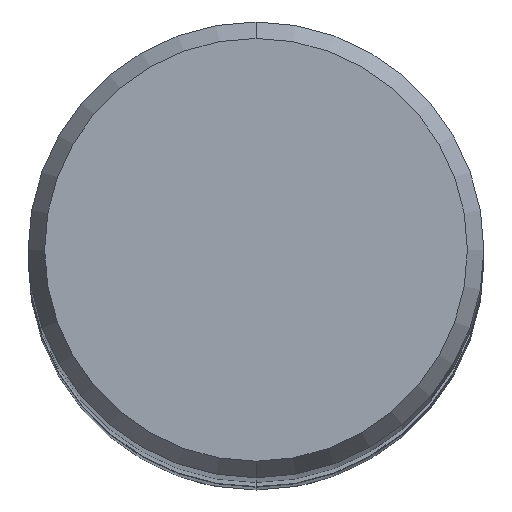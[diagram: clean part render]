
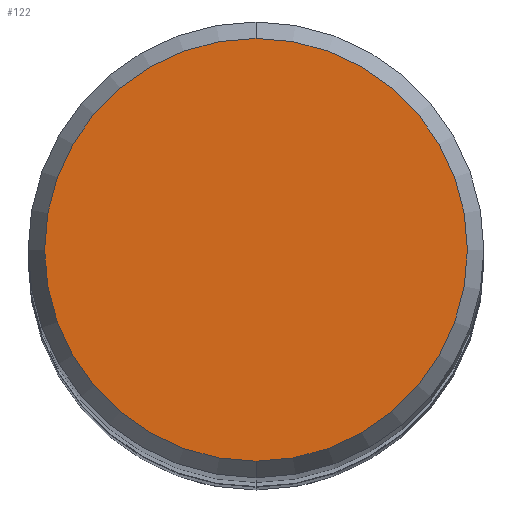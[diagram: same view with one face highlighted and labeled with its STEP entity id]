
A CAD part, top view. The second image highlights one B-rep face of the part: STEP entity #122.
In plain terms, the highlighted planar face has unit normal (0, 0, 1).
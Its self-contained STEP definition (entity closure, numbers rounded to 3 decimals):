
#112=EDGE_CURVE('',#150,#170,#275,.T.);
#122=ADVANCED_FACE('',(#287),#288,.T.);
#150=VERTEX_POINT('',#322);
#170=VERTEX_POINT('',#342);
#220=EDGE_CURVE('',#170,#150,#402,.T.);
#275=CIRCLE('',#452,2.946);
#287=FACE_OUTER_BOUND('',#463,.T.);
#288=PLANE('',#464);
#322=CARTESIAN_POINT('',(0.,-2.946,0.01));
#342=CARTESIAN_POINT('',(0.0,2.946,0.01));
#402=CIRCLE('',#608,2.946);
#452=AXIS2_PLACEMENT_3D('',#660,#661,#662);
#463=EDGE_LOOP('',(#681,#682));
#464=AXIS2_PLACEMENT_3D('',#683,#684,#685);
#608=AXIS2_PLACEMENT_3D('',#829,#830,#831);
#660=CARTESIAN_POINT('',(0.0,0.0,0.01));
#661=DIRECTION('',(0.0,0.0,-1.0));
#662=DIRECTION('',(0.0,1.0,0.0));
#681=ORIENTED_EDGE('',*,*,#220,.F.);
#682=ORIENTED_EDGE('',*,*,#112,.F.);
#683=CARTESIAN_POINT('',(0.0,1.473,0.01));
#684=DIRECTION('',(-0.0,0.0,1.0));
#685=DIRECTION('',(0.0,-1.0,0.0));
#829=CARTESIAN_POINT('',(0.0,0.0,0.01));
#830=DIRECTION('',(0.0,0.0,-1.0));
#831=DIRECTION('',(0.0,1.0,0.0));
